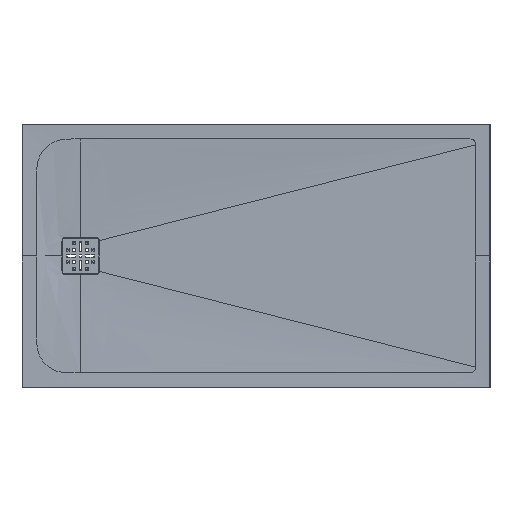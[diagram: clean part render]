
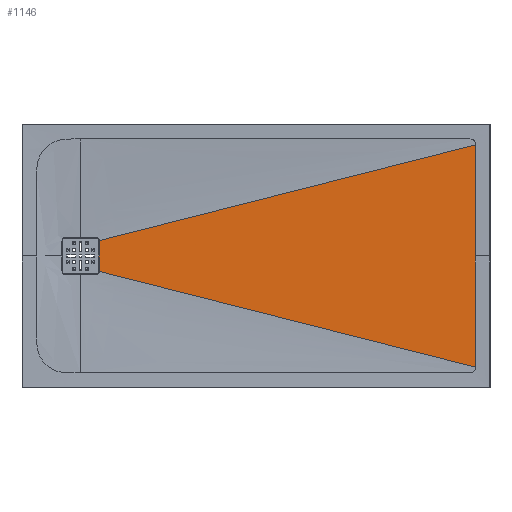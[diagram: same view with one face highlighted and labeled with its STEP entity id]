
A CAD part, top view. The second image highlights one B-rep face of the part: STEP entity #1146.
In plain terms, the highlighted planar face has unit normal (-0.011, 0, 1).
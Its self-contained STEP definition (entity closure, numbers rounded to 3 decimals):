
#253=ELLIPSE('',#6668,11.501,11.5);
#254=ELLIPSE('',#6669,11.501,11.5);
#373=B_SPLINE_CURVE_WITH_KNOTS('',3,(#13473,#13474,#13475,#13476),
 .UNSPECIFIED.,.F.,.F.,(4,4),(0.,1.),.UNSPECIFIED.);
#374=B_SPLINE_CURVE_WITH_KNOTS('',3,(#13485,#13486,#13487,#13488),
 .UNSPECIFIED.,.F.,.F.,(4,4),(0.,1.),.UNSPECIFIED.);
#375=B_SPLINE_CURVE_WITH_KNOTS('',3,(#13490,#13491,#13492,#13493,#13494,
#13495),.UNSPECIFIED.,.F.,.F.,(4,2,4),(0.,0.5,1.),.UNSPECIFIED.);
#376=B_SPLINE_CURVE_WITH_KNOTS('',3,(#13497,#13498,#13499,#13500,#13501,
#13502),.UNSPECIFIED.,.F.,.F.,(4,2,4),(0.,0.5,1.),.UNSPECIFIED.);
#798=FACE_OUTER_BOUND('',#1713,.T.);
#1146=ADVANCED_FACE('',(#798),#1398,.F.);
#1398=PLANE('',#6670);
#1713=EDGE_LOOP('',(#3337,#3338,#3339,#3340,#3341,#3342,#3343));
#3337=ORIENTED_EDGE('',*,*,#5256,.T.);
#3338=ORIENTED_EDGE('',*,*,#5257,.T.);
#3339=ORIENTED_EDGE('',*,*,#5258,.T.);
#3340=ORIENTED_EDGE('',*,*,#5259,.T.);
#3341=ORIENTED_EDGE('',*,*,#5260,.T.);
#3342=ORIENTED_EDGE('',*,*,#5261,.F.);
#3343=ORIENTED_EDGE('',*,*,#5262,.F.);
#4472=VERTEX_POINT('',#13477);
#4473=VERTEX_POINT('',#13478);
#4474=VERTEX_POINT('',#13480);
#4475=VERTEX_POINT('',#13482);
#4476=VERTEX_POINT('',#13484);
#4477=VERTEX_POINT('',#13489);
#4478=VERTEX_POINT('',#13496);
#5256=EDGE_CURVE('',#4472,#4473,#373,.T.);
#5257=EDGE_CURVE('',#4473,#4474,#253,.T.);
#5258=EDGE_CURVE('',#4474,#4475,#5867,.T.);
#5259=EDGE_CURVE('',#4475,#4476,#254,.T.);
#5260=EDGE_CURVE('',#4476,#4477,#374,.T.);
#5261=EDGE_CURVE('',#4478,#4477,#375,.T.);
#5262=EDGE_CURVE('',#4472,#4478,#376,.T.);
#5867=LINE('',#13481,#6266);
#6266=VECTOR('',#7961,1.);
#6668=AXIS2_PLACEMENT_3D('',#13479,#7959,#7960);
#6669=AXIS2_PLACEMENT_3D('',#13483,#7962,#7963);
#6670=AXIS2_PLACEMENT_3D('',#13503,#7964,#7965);
#7959=DIRECTION('',(0.011,0.,-1.));
#7960=DIRECTION('',(-1.,0.,-0.011));
#7961=DIRECTION('',(0.,-1.,0.));
#7962=DIRECTION('',(0.011,0.,-1.));
#7963=DIRECTION('',(-1.,0.,-0.011));
#7964=DIRECTION('',(0.011,0.,-1.));
#7965=DIRECTION('',(1.,0.,0.011));
#13473=CARTESIAN_POINT('',(1350.,380.,30.));
#13474=CARTESIAN_POINT('',(921.326,270.959,25.339));
#13475=CARTESIAN_POINT('',(492.652,161.917,20.677));
#13476=CARTESIAN_POINT('',(63.978,52.876,16.016));
#13477=CARTESIAN_POINT('',(1350.,380.,30.001));
#13478=CARTESIAN_POINT('',(63.978,52.876,16.017));
#13479=CARTESIAN_POINT('',(52.484,52.5,15.891));
#13480=CARTESIAN_POINT('',(63.984,52.5,16.016));
#13481=CARTESIAN_POINT('',(63.984,-23.6,16.016));
#13482=CARTESIAN_POINT('',(63.984,-52.5,16.016));
#13483=CARTESIAN_POINT('',(52.484,-52.5,15.891));
#13484=CARTESIAN_POINT('',(63.978,-52.876,16.017));
#13485=CARTESIAN_POINT('',(63.978,-52.876,16.016));
#13486=CARTESIAN_POINT('',(492.652,-161.917,20.677));
#13487=CARTESIAN_POINT('',(921.326,-270.959,25.339));
#13488=CARTESIAN_POINT('',(1350.,-380.,30.));
#13489=CARTESIAN_POINT('',(1350.,-380.,30.001));
#13490=CARTESIAN_POINT('',(1350.,0.,30.005));
#13491=CARTESIAN_POINT('',(1350.,-63.333,29.983));
#13492=CARTESIAN_POINT('',(1350.,-126.667,30.001));
#13493=CARTESIAN_POINT('',(1350.,-253.333,30.));
#13494=CARTESIAN_POINT('',(1350.,-316.667,29.969));
#13495=CARTESIAN_POINT('',(1350.,-380.,30.001));
#13496=CARTESIAN_POINT('',(1350.,0.,30.003));
#13497=CARTESIAN_POINT('',(1350.,380.,30.001));
#13498=CARTESIAN_POINT('',(1350.,316.667,29.969));
#13499=CARTESIAN_POINT('',(1350.,253.333,30.));
#13500=CARTESIAN_POINT('',(1350.,126.667,30.001));
#13501=CARTESIAN_POINT('',(1350.,63.333,29.983));
#13502=CARTESIAN_POINT('',(1350.,0.,30.005));
#13503=CARTESIAN_POINT('',(629.,-23.6,22.16));
